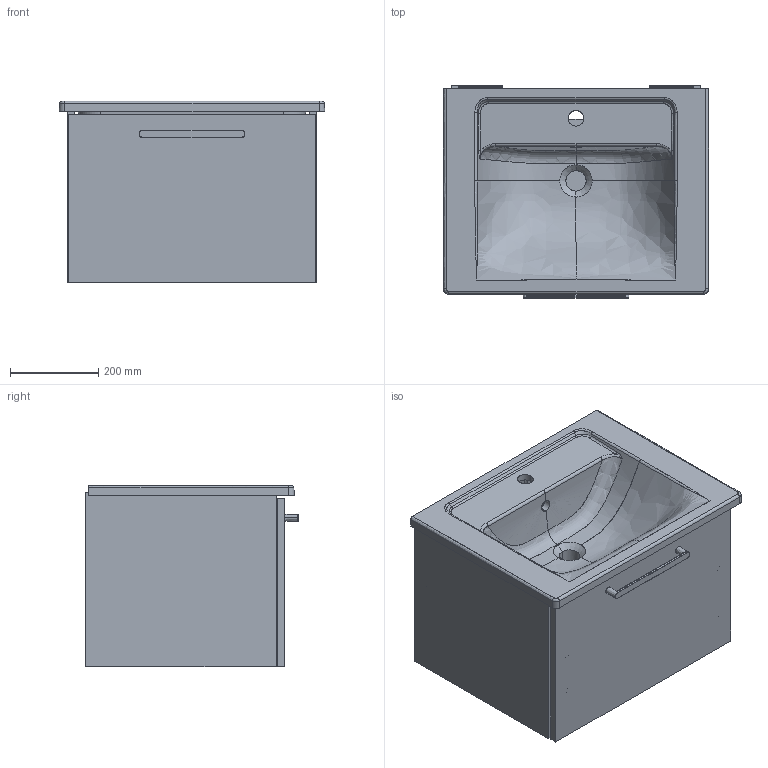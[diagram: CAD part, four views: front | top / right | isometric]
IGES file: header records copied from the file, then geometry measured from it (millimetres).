
Start section: SolidWorks IGES file using analytic representation for surfaces
Global section: file name: MVROOT60LVC1MDF_Default.igs; native system: SolidWorks 2022; preprocessor: SolidWorks 2022; author: abdulkadir.palaz; date: 230814.104958; units: millimetre
Bounding box: 600.93 x 481 x 411 mm (x, y, z)
Surface area: 3830205.2 mm2 (no closed solid volume)
Topology: 0 solids, 0 shells, 1825 faces, 26369 edges, 26362 vertices
Faces by surface type: bspline 1052, revolution 773
